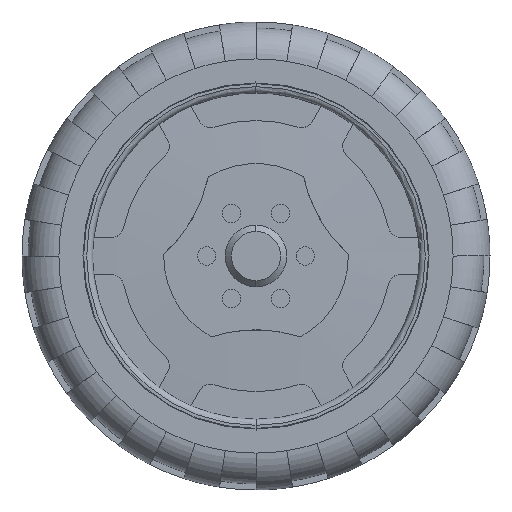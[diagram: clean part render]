
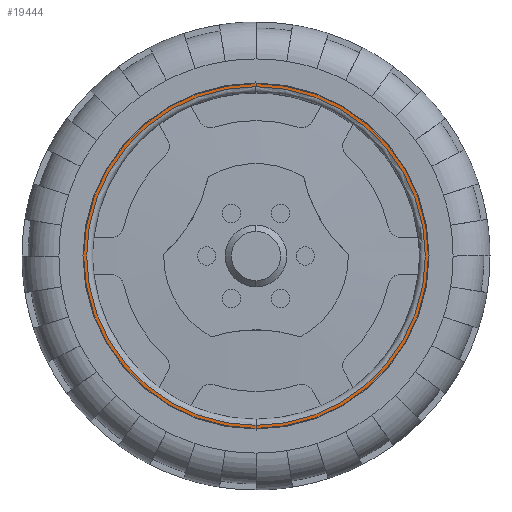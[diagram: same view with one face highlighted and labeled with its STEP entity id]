
A CAD part, front view. The second image highlights one B-rep face of the part: STEP entity #19444.
In plain terms, the highlighted planar face has unit normal (0, -1, 0).
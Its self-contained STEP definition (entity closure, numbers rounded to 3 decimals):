
#4050 = CARTESIAN_POINT ( 'NONE',  ( 0., 0., 0. ) ) ;
#4051 = DIRECTION ( 'NONE',  ( 0., 1., 0. ) ) ;
#4052 = DIRECTION ( 'NONE',  ( 0., 0., -1. ) ) ;
#5021 = CIRCLE ( 'NONE', #14388, 14.05 ) ;
#5296 = FACE_BOUND ( 'NONE', #18866, .T. ) ;
#5312 = FACE_OUTER_BOUND ( 'NONE', #18615, .T. ) ;
#6294 = CARTESIAN_POINT ( 'NONE',  ( 0., 0., 0. ) ) ;
#6295 = DIRECTION ( 'NONE',  ( 0., -1., 0. ) ) ;
#6296 = DIRECTION ( 'NONE',  ( 0., 0., -1. ) ) ;
#7777 = DIRECTION ( 'NONE',  ( 0., -1., 0. ) ) ;
#7779 = CARTESIAN_POINT ( 'NONE',  ( -13.25, 0., 0. ) ) ;
#7781 = PLANE ( 'NONE',  #12758 ) ;
#7782 = DIRECTION ( 'NONE',  ( 0., 0., -1. ) ) ;
#10381 = CARTESIAN_POINT ( 'NONE',  ( 0., 0., 14.05 ) ) ;
#10444 = CARTESIAN_POINT ( 'NONE',  ( 0., 0., 13.75 ) ) ;
#10503 = CARTESIAN_POINT ( 'NONE',  ( 0., 0., -13.75 ) ) ;
#10517 = CARTESIAN_POINT ( 'NONE',  ( 0., 0., -14.05 ) ) ;
#11332 = EDGE_CURVE ( 'NONE', #22082, #22143, #23285, .T. ) ;
#12254 = EDGE_CURVE ( 'NONE', #22143, #22082, #23493, .T. ) ;
#12256 = EDGE_CURVE ( 'NONE', #22019, #22157, #23495, .T. ) ;
#12758 = AXIS2_PLACEMENT_3D ( 'NONE', #7779, #7777, #7782 ) ;
#13218 = CARTESIAN_POINT ( 'NONE',  ( 0., 0., 0. ) ) ;
#13219 = DIRECTION ( 'NONE',  ( 0., 1., 0. ) ) ;
#13220 = DIRECTION ( 'NONE',  ( 0., 0., -1. ) ) ;
#13224 = CARTESIAN_POINT ( 'NONE',  ( 0., 0., 0. ) ) ;
#13225 = DIRECTION ( 'NONE',  ( 0., -1., 0. ) ) ;
#13226 = DIRECTION ( 'NONE',  ( 0., 0., -1. ) ) ;
#14015 = AXIS2_PLACEMENT_3D ( 'NONE', #4050, #4051, #4052 ) ;
#14080 = AXIS2_PLACEMENT_3D ( 'NONE', #13218, #13219, #13220 ) ;
#14081 = AXIS2_PLACEMENT_3D ( 'NONE', #13224, #13225, #13226 ) ;
#14388 = AXIS2_PLACEMENT_3D ( 'NONE', #6294, #6295, #6296 ) ;
#15795 = EDGE_CURVE ( 'NONE', #22157, #22019, #5021, .T. ) ;
#18615 = EDGE_LOOP ( 'NONE', ( #20550, #20551 ) ) ;
#18866 = EDGE_LOOP ( 'NONE', ( #20548, #20549 ) ) ;
#19444 = ADVANCED_FACE ( 'NONE', ( #5296, #5312 ), #7781, .T. ) ;
#20548 = ORIENTED_EDGE ( 'NONE', *, *, #12254, .T. ) ;
#20549 = ORIENTED_EDGE ( 'NONE', *, *, #11332, .T. ) ;
#20550 = ORIENTED_EDGE ( 'NONE', *, *, #15795, .T. ) ;
#20551 = ORIENTED_EDGE ( 'NONE', *, *, #12256, .T. ) ;
#22019 = VERTEX_POINT ( 'NONE', #10381 ) ;
#22082 = VERTEX_POINT ( 'NONE', #10444 ) ;
#22143 = VERTEX_POINT ( 'NONE', #10503 ) ;
#22157 = VERTEX_POINT ( 'NONE', #10517 ) ;
#23285 = CIRCLE ( 'NONE', #14015, 13.75 ) ;
#23493 = CIRCLE ( 'NONE', #14080, 13.75 ) ;
#23495 = CIRCLE ( 'NONE', #14081, 14.05 ) ;
